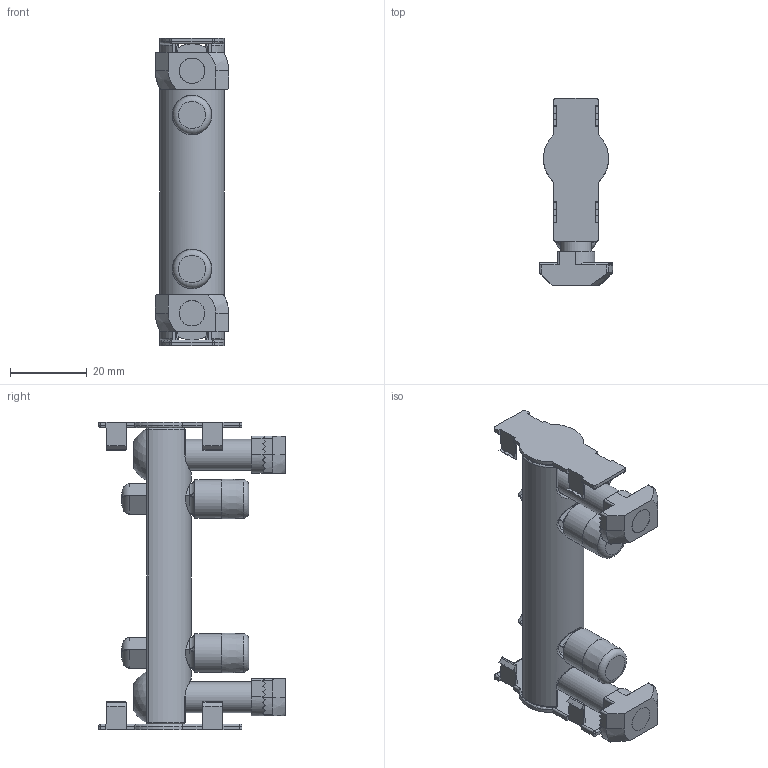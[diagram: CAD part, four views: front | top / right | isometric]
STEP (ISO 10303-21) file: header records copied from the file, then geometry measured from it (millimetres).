
FILE_DESCRIPTION(/* description */ ('KriTec Bolzenverbindungssatz 10 D17x80'),/* implementation_level */ '2;1');
FILE_NAME(/* name */ '81310_KriTec_Bolzenverbindungssatz_10_D17x80.stp',/* time_stamp */ '2020-04-14T10:26:29+02:00',/* author */ ('Nell'),/* organization */ ('Hewlett-Packard Company'),/* preprocessor_version */ 'ST-DEVELOPER v17',/* originating_system */ 'Autodesk Inventor 2018',/* authorisation */ '');
FILE_SCHEMA (('AUTOMOTIVE_DESIGN { 1 0 10303 214 3 1 1 }'));
Length unit declared in the file: millimetre
Products named in the file (6): 81310; 81310_3; 81310_5; 81310_4; 81310_1; 81310_2
Assembly tree (9 placements, depth 2):
  81310
    81310_3
    81310_5  x2
    81310_4  x2
    81310_1  x2
    81310_2  x2
Bounding box: 19 x 48.5 x 79.8 mm (x, y, z)
Volume: 20063.7 mm3; surface area: 13371.3 mm2
Topology: 9 solids, 9 shells, 620 faces, 1612 edges, 988 vertices
Faces by surface type: plane 317, cylinder 193, bspline 42, sphere 38, torus 18, cone 12
Full cylindrical faces by diameter (mm): 6.6 x2, 8 x2, 8.1 x2, 10.1 x2, 14 x2
Entity records: 14714 total; most frequent: CARTESIAN_POINT 6182, ORIENTED_EDGE 1764, DIRECTION 1753, EDGE_CURVE 882, AXIS2_PLACEMENT_3D 627, VERTEX_POINT 546, LINE 499, VECTOR 499
